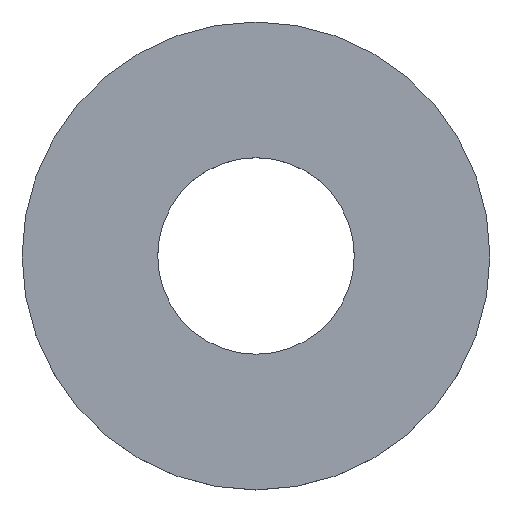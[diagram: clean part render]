
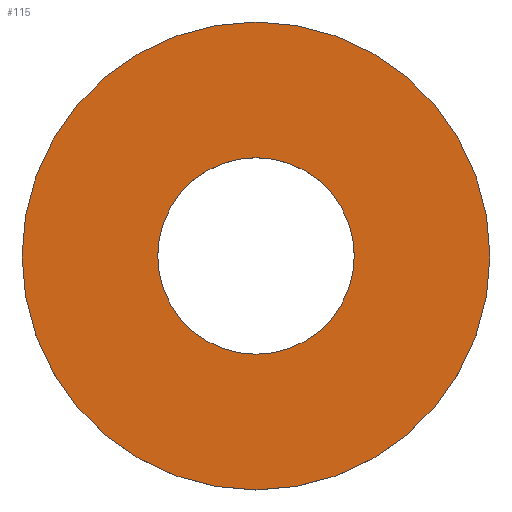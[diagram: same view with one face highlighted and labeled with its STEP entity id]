
A CAD part, top view. The second image highlights one B-rep face of the part: STEP entity #115.
In plain terms, the highlighted planar face has unit normal (0, 0, 1).
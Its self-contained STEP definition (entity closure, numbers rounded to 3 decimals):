
#2 = DIRECTION ( 'NONE',  ( 1., 0., 0. ) ) ;
#11 = EDGE_CURVE ( 'NONE', #33, #209, #181, .T. ) ;
#15 = DIRECTION ( 'NONE',  ( 0., 0., 1. ) ) ;
#22 = CARTESIAN_POINT ( 'NONE',  ( 0., 0., 1.25 ) ) ;
#24 = CIRCLE ( 'NONE', #140, 10. ) ;
#26 = DIRECTION ( 'NONE',  ( 0., 0., 1. ) ) ;
#27 = AXIS2_PLACEMENT_3D ( 'NONE', #22, #205, #37 ) ;
#33 = VERTEX_POINT ( 'NONE', #51 ) ;
#37 = DIRECTION ( 'NONE',  ( 1., 0., 0. ) ) ;
#44 = CARTESIAN_POINT ( 'NONE',  ( 10., 0., 1.25 ) ) ;
#51 = CARTESIAN_POINT ( 'NONE',  ( 4.2, 0., 1.25 ) ) ;
#53 = ORIENTED_EDGE ( 'NONE', *, *, #128, .T. ) ;
#57 = EDGE_LOOP ( 'NONE', ( #90, #53 ) ) ;
#60 = PLANE ( 'NONE',  #96 ) ;
#74 = AXIS2_PLACEMENT_3D ( 'NONE', #185, #121, #146 ) ;
#80 = DIRECTION ( 'NONE',  ( 0., 0., 1. ) ) ;
#84 = EDGE_LOOP ( 'NONE', ( #180, #202 ) ) ;
#90 = ORIENTED_EDGE ( 'NONE', *, *, #188, .T. ) ;
#96 = AXIS2_PLACEMENT_3D ( 'NONE', #112, #80, #129 ) ;
#98 = CARTESIAN_POINT ( 'NONE',  ( -10., 0., 1.25 ) ) ;
#112 = CARTESIAN_POINT ( 'NONE',  ( 0., 0., 1.25 ) ) ;
#113 = AXIS2_PLACEMENT_3D ( 'NONE', #157, #15, #2 ) ;
#115 = ADVANCED_FACE ( 'NONE', ( #163, #120 ), #60, .T. ) ;
#120 = FACE_BOUND ( 'NONE', #84, .T. ) ;
#121 = DIRECTION ( 'NONE',  ( 0., 0., 1. ) ) ;
#128 = EDGE_CURVE ( 'NONE', #133, #134, #24, .T. ) ;
#129 = DIRECTION ( 'NONE',  ( 1., 0., 0. ) ) ;
#133 = VERTEX_POINT ( 'NONE', #44 ) ;
#134 = VERTEX_POINT ( 'NONE', #98 ) ;
#136 = CIRCLE ( 'NONE', #74, 10. ) ;
#140 = AXIS2_PLACEMENT_3D ( 'NONE', #171, #26, #192 ) ;
#146 = DIRECTION ( 'NONE',  ( 1., 0., 0. ) ) ;
#157 = CARTESIAN_POINT ( 'NONE',  ( 0., 0., 1.25 ) ) ;
#163 = FACE_OUTER_BOUND ( 'NONE', #57, .T. ) ;
#167 = CIRCLE ( 'NONE', #27, 4.2 ) ;
#171 = CARTESIAN_POINT ( 'NONE',  ( 0., 0., 1.25 ) ) ;
#180 = ORIENTED_EDGE ( 'NONE', *, *, #206, .F. ) ;
#181 = CIRCLE ( 'NONE', #113, 4.2 ) ;
#185 = CARTESIAN_POINT ( 'NONE',  ( 0., 0., 1.25 ) ) ;
#188 = EDGE_CURVE ( 'NONE', #134, #133, #136, .T. ) ;
#192 = DIRECTION ( 'NONE',  ( 1., 0., 0. ) ) ;
#201 = CARTESIAN_POINT ( 'NONE',  ( -4.2, 0., 1.25 ) ) ;
#202 = ORIENTED_EDGE ( 'NONE', *, *, #11, .F. ) ;
#205 = DIRECTION ( 'NONE',  ( 0., 0., 1. ) ) ;
#206 = EDGE_CURVE ( 'NONE', #209, #33, #167, .T. ) ;
#209 = VERTEX_POINT ( 'NONE', #201 ) ;
